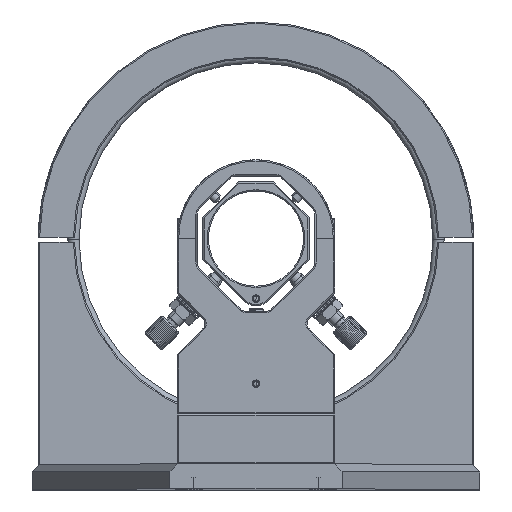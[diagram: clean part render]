
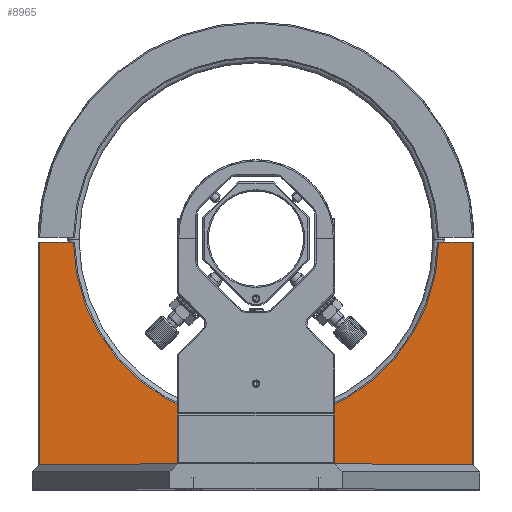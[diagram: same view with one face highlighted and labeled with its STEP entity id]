
A CAD part, top view. The second image highlights one B-rep face of the part: STEP entity #8965.
In plain terms, the highlighted planar face has unit normal (0, 0, 1).
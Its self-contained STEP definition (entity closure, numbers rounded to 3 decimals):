
#260 = PLANE ( 'NONE',  #24005 ) ;
#608 = VECTOR ( 'NONE', #12561, 1000. ) ;
#1731 = EDGE_CURVE ( 'NONE', #12990, #17384, #18899, .T. ) ;
#1931 = CARTESIAN_POINT ( 'NONE',  ( 86.5, 0., -238.996 ) ) ;
#2085 = LINE ( 'NONE', #1931, #4969 ) ;
#2304 = DIRECTION ( 'NONE',  ( -1., 0., 0. ) ) ;
#2317 = CARTESIAN_POINT ( 'NONE',  ( 87., -1., -238.996 ) ) ;
#2554 = EDGE_CURVE ( 'NONE', #12990, #29299, #2085, .T. ) ;
#2664 = EDGE_CURVE ( 'NONE', #21662, #7108, #13897, .T. ) ;
#3061 = VECTOR ( 'NONE', #15647, 1000. ) ;
#4463 = DIRECTION ( 'NONE',  ( 0., 0., -1. ) ) ;
#4827 = CARTESIAN_POINT ( 'NONE',  ( 86.5, -90., -238.996 ) ) ;
#4969 = VECTOR ( 'NONE', #11559, 1000. ) ;
#5627 = DIRECTION ( 'NONE',  ( 0., 0., -1. ) ) ;
#6172 = LINE ( 'NONE', #24806, #3061 ) ;
#6491 = ORIENTED_EDGE ( 'NONE', *, *, #24888, .T. ) ;
#7108 = VERTEX_POINT ( 'NONE', #18483 ) ;
#7387 = ORIENTED_EDGE ( 'NONE', *, *, #29718, .F. ) ;
#7427 = DIRECTION ( 'NONE',  ( 1., 0., 0. ) ) ;
#8448 = AXIS2_PLACEMENT_3D ( 'NONE', #12464, #5627, #26285 ) ;
#8965 = ADVANCED_FACE ( 'NONE', ( #16255 ), #260, .F. ) ;
#9638 = VERTEX_POINT ( 'NONE', #11200 ) ;
#11200 = CARTESIAN_POINT ( 'NONE',  ( -86.5, -1., -238.996 ) ) ;
#11559 = DIRECTION ( 'NONE',  ( 0., 1., 0. ) ) ;
#12464 = CARTESIAN_POINT ( 'NONE',  ( 0., 0., -238.996 ) ) ;
#12561 = DIRECTION ( 'NONE',  ( 0., -1., 0. ) ) ;
#12990 = VERTEX_POINT ( 'NONE', #4827 ) ;
#13173 = VECTOR ( 'NONE', #7427, 1000. ) ;
#13572 = CARTESIAN_POINT ( 'NONE',  ( -86.5, -90., -238.996 ) ) ;
#13772 = EDGE_CURVE ( 'NONE', #21662, #29299, #23571, .T. ) ;
#13897 = CIRCLE ( 'NONE', #8448, 73. ) ;
#14398 = ORIENTED_EDGE ( 'NONE', *, *, #2554, .T. ) ;
#14734 = ORIENTED_EDGE ( 'NONE', *, *, #13772, .F. ) ;
#14826 = ORIENTED_EDGE ( 'NONE', *, *, #2664, .T. ) ;
#15647 = DIRECTION ( 'NONE',  ( 1., 0., 0. ) ) ;
#16255 = FACE_OUTER_BOUND ( 'NONE', #17392, .T. ) ;
#17384 = VERTEX_POINT ( 'NONE', #13572 ) ;
#17392 = EDGE_LOOP ( 'NONE', ( #14734, #14826, #7387, #6491, #22665, #14398 ) ) ;
#18483 = CARTESIAN_POINT ( 'NONE',  ( -72.993, -1., -238.996 ) ) ;
#18733 = DIRECTION ( 'NONE',  ( -1., 0., 0. ) ) ;
#18899 = LINE ( 'NONE', #28668, #26245 ) ;
#21662 = VERTEX_POINT ( 'NONE', #23818 ) ;
#22163 = CARTESIAN_POINT ( 'NONE',  ( -86.5, 0., -238.996 ) ) ;
#22233 = CARTESIAN_POINT ( 'NONE',  ( 86.5, -1., -238.996 ) ) ;
#22665 = ORIENTED_EDGE ( 'NONE', *, *, #1731, .F. ) ;
#23571 = LINE ( 'NONE', #2317, #13173 ) ;
#23818 = CARTESIAN_POINT ( 'NONE',  ( 72.993, -1., -238.996 ) ) ;
#24005 = AXIS2_PLACEMENT_3D ( 'NONE', #25885, #4463, #18733 ) ;
#24340 = LINE ( 'NONE', #22163, #608 ) ;
#24806 = CARTESIAN_POINT ( 'NONE',  ( 87., -1., -238.996 ) ) ;
#24888 = EDGE_CURVE ( 'NONE', #9638, #17384, #24340, .T. ) ;
#25885 = CARTESIAN_POINT ( 'NONE',  ( 0., 0., -238.996 ) ) ;
#26245 = VECTOR ( 'NONE', #2304, 1000. ) ;
#26285 = DIRECTION ( 'NONE',  ( -1., 0., 0. ) ) ;
#28668 = CARTESIAN_POINT ( 'NONE',  ( 86.5, -90., -238.996 ) ) ;
#29299 = VERTEX_POINT ( 'NONE', #22233 ) ;
#29718 = EDGE_CURVE ( 'NONE', #9638, #7108, #6172, .T. ) ;
